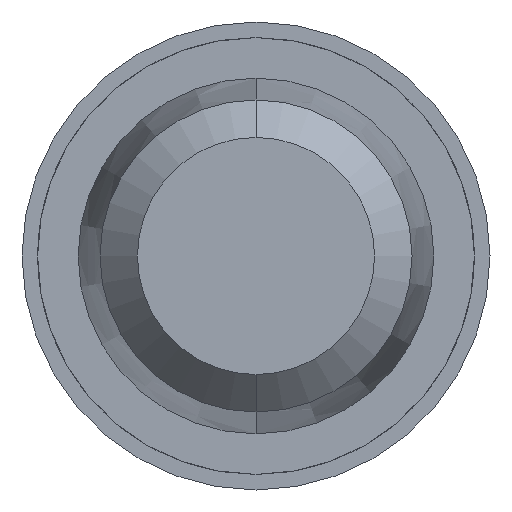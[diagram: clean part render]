
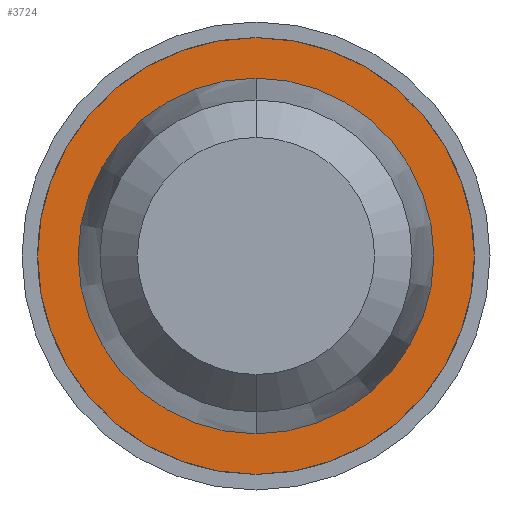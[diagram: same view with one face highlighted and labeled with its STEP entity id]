
A CAD part, front view. The second image highlights one B-rep face of the part: STEP entity #3724.
In plain terms, the highlighted planar face has unit normal (0, -1, 0).
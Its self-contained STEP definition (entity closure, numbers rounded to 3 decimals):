
#73 = FACE_OUTER_BOUND ( 'NONE', #411, .T. ) ;
#108 = CIRCLE ( 'NONE', #1866, 0.7 ) ;
#115 = CARTESIAN_POINT ( 'NONE',  ( 0., 26., 0. ) ) ;
#207 = ORIENTED_EDGE ( 'NONE', *, *, #2624, .F. ) ;
#411 = EDGE_LOOP ( 'NONE', ( #3942, #1696 ) ) ;
#428 = CIRCLE ( 'NONE', #1132, 0.57 ) ;
#473 = EDGE_CURVE ( 'Defeature ausgef�hrt2_14+Defeature ausgef�hrt2_15+Defeature ausgef�hrt2_15+Defeature ausgef�hrt2_15', #724, #1417, #108, .T. ) ;
#513 = DIRECTION ( 'NONE',  ( 0., 0., -1. ) ) ;
#566 = AXIS2_PLACEMENT_3D ( 'NONE', #582, #859, #513 ) ;
#582 = CARTESIAN_POINT ( 'NONE',  ( 0., 26., 0. ) ) ;
#655 = DIRECTION ( 'NONE',  ( 0., 0., -1. ) ) ;
#661 = VERTEX_POINT ( 'NONE', #3797 ) ;
#724 = VERTEX_POINT ( 'NONE', #1875 ) ;
#732 = DIRECTION ( 'NONE',  ( 0., -1., 0. ) ) ;
#739 = EDGE_LOOP ( 'NONE', ( #3001, #207 ) ) ;
#790 = DIRECTION ( 'NONE',  ( 0., -1., 0. ) ) ;
#859 = DIRECTION ( 'NONE',  ( 0., -1., 0. ) ) ;
#946 = CARTESIAN_POINT ( 'NONE',  ( 0., 26., 0. ) ) ;
#1132 = AXIS2_PLACEMENT_3D ( 'NONE', #3521, #732, #3219 ) ;
#1202 = CARTESIAN_POINT ( 'NONE',  ( 0., 26., 0.7 ) ) ;
#1213 = AXIS2_PLACEMENT_3D ( 'NONE', #3796, #3439, #655 ) ;
#1315 = FACE_BOUND ( 'NONE', #739, .T. ) ;
#1417 = VERTEX_POINT ( 'NONE', #1202 ) ;
#1598 = EDGE_CURVE ( 'Defeature ausgef�hrt2_13+Defeature ausgef�hrt2_14+Defeature ausgef�hrt2_14+Defeature ausgef�hrt2_14', #661, #2141, #428, .T. ) ;
#1652 = DIRECTION ( 'NONE',  ( 0., 0., -1. ) ) ;
#1696 = ORIENTED_EDGE ( 'NONE', *, *, #3307, .T. ) ;
#1866 = AXIS2_PLACEMENT_3D ( 'NONE', #115, #790, #3255 ) ;
#1875 = CARTESIAN_POINT ( 'NONE',  ( 0., 26., -0.7 ) ) ;
#1924 = AXIS2_PLACEMENT_3D ( 'NONE', #946, #2275, #1652 ) ;
#1992 = CIRCLE ( 'NONE', #566, 0.7 ) ;
#2022 = CARTESIAN_POINT ( 'NONE',  ( 0., 26., -0.57 ) ) ;
#2141 = VERTEX_POINT ( 'NONE', #2022 ) ;
#2275 = DIRECTION ( 'NONE',  ( 0., -1., 0. ) ) ;
#2566 = PLANE ( 'NONE',  #1213 ) ;
#2624 = EDGE_CURVE ( 'Defeature ausgef�hrt2_13+Defeature ausgef�hrt2_14+Defeature ausgef�hrt2_14+Defeature ausgef�hrt2_14', #2141, #661, #3483, .T. ) ;
#3001 = ORIENTED_EDGE ( 'NONE', *, *, #1598, .F. ) ;
#3219 = DIRECTION ( 'NONE',  ( 0., 0., -1. ) ) ;
#3255 = DIRECTION ( 'NONE',  ( 0., 0., -1. ) ) ;
#3307 = EDGE_CURVE ( 'Defeature ausgef�hrt2_14+Defeature ausgef�hrt2_15+Defeature ausgef�hrt2_15+Defeature ausgef�hrt2_15', #1417, #724, #1992, .T. ) ;
#3439 = DIRECTION ( 'NONE',  ( 0., -1., 0. ) ) ;
#3483 = CIRCLE ( 'NONE', #1924, 0.57 ) ;
#3521 = CARTESIAN_POINT ( 'NONE',  ( 0., 26., 0. ) ) ;
#3724 = ADVANCED_FACE ( 'Defeature ausgef�hrt2_14', ( #73, #1315 ), #2566, .T. ) ;
#3796 = CARTESIAN_POINT ( 'NONE',  ( 0.57, 26., 0. ) ) ;
#3797 = CARTESIAN_POINT ( 'NONE',  ( 0., 26., 0.57 ) ) ;
#3942 = ORIENTED_EDGE ( 'NONE', *, *, #473, .T. ) ;
